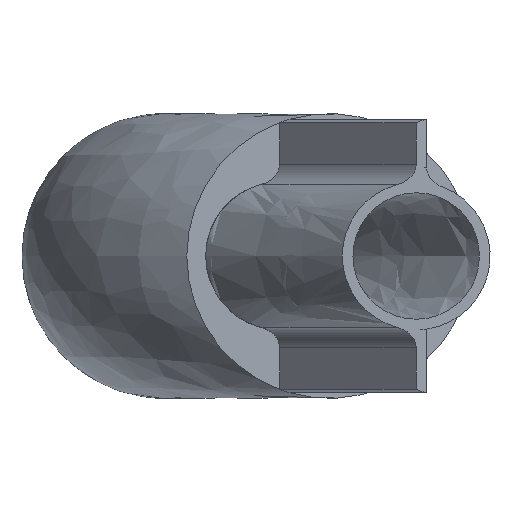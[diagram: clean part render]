
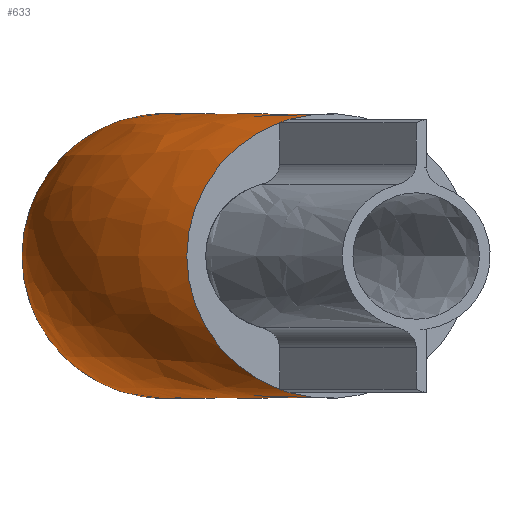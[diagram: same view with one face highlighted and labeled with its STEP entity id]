
A CAD part, left-side view. The second image highlights one B-rep face of the part: STEP entity #633.
In plain terms, the highlighted free-form (B-spline) face has degree [2, 2] with [9, 3] control points.
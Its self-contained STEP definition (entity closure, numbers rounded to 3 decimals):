
#29=(
BOUNDED_SURFACE()
B_SPLINE_SURFACE(2,2,((#1301,#1302,#1303),(#1304,#1305,#1306),(#1307,#1308,
#1309),(#1310,#1311,#1312),(#1313,#1314,#1315),(#1316,#1317,#1318),(#1319,
#1320,#1321),(#1322,#1323,#1324),(#1325,#1326,#1327)),.UNSPECIFIED.,.T.,
 .F.,.F.)
B_SPLINE_SURFACE_WITH_KNOTS((3,2,2,2,3),(3,3),(-3.142,-1.571,
0.,1.571,3.142),(2.133,3.142),
 .UNSPECIFIED.)
GEOMETRIC_REPRESENTATION_ITEM()
RATIONAL_B_SPLINE_SURFACE(((1.,0.875,1.),(0.707,
0.619,0.707),(1.,0.875,1.),(0.707,
0.619,0.707),(1.,0.875,1.),(0.707,
0.619,0.707),(1.,0.875,1.),(0.707,
0.619,0.707),(1.,0.875,1.)))
REPRESENTATION_ITEM('')
SURFACE()
);
#185=FACE_OUTER_BOUND('',#234,.T.);
#234=EDGE_LOOP('',(#573,#574,#575,#576,#577,#578,#579,#580,#581,#582,#583,
#584));
#240=CIRCLE('',#654,13.5);
#241=CIRCLE('',#655,13.5);
#242=CIRCLE('',#657,13.5);
#246=CIRCLE('',#663,13.5);
#249=CIRCLE('',#668,13.5);
#254=CIRCLE('',#676,13.5);
#256=CIRCLE('',#686,13.5);
#258=CIRCLE('',#690,13.5);
#259=CIRCLE('',#691,13.5);
#260=CIRCLE('',#692,13.5);
#269=CIRCLE('',#707,35.);
#276=VERTEX_POINT('',#911);
#288=VERTEX_POINT('',#951);
#289=VERTEX_POINT('',#953);
#291=VERTEX_POINT('',#966);
#295=VERTEX_POINT('',#986);
#300=VERTEX_POINT('',#1085);
#301=VERTEX_POINT('',#1086);
#308=VERTEX_POINT('',#1110);
#314=VERTEX_POINT('',#1125);
#316=VERTEX_POINT('',#1135);
#347=EDGE_CURVE('',#288,#289,#240,.T.);
#348=EDGE_CURVE('',#289,#276,#241,.T.);
#351=EDGE_CURVE('',#291,#288,#242,.T.);
#362=EDGE_CURVE('',#276,#295,#246,.T.);
#365=EDGE_CURVE('',#295,#291,#249,.T.);
#372=EDGE_CURVE('',#300,#301,#254,.T.);
#394=EDGE_CURVE('',#308,#314,#256,.T.);
#396=EDGE_CURVE('',#301,#316,#258,.T.);
#397=EDGE_CURVE('',#316,#308,#259,.T.);
#398=EDGE_CURVE('',#314,#300,#260,.T.);
#410=EDGE_CURVE('',#289,#316,#269,.T.);
#573=ORIENTED_EDGE('',*,*,#348,.F.);
#574=ORIENTED_EDGE('',*,*,#410,.T.);
#575=ORIENTED_EDGE('',*,*,#396,.F.);
#576=ORIENTED_EDGE('',*,*,#372,.F.);
#577=ORIENTED_EDGE('',*,*,#398,.F.);
#578=ORIENTED_EDGE('',*,*,#394,.F.);
#579=ORIENTED_EDGE('',*,*,#397,.F.);
#580=ORIENTED_EDGE('',*,*,#410,.F.);
#581=ORIENTED_EDGE('',*,*,#347,.F.);
#582=ORIENTED_EDGE('',*,*,#351,.F.);
#583=ORIENTED_EDGE('',*,*,#365,.F.);
#584=ORIENTED_EDGE('',*,*,#362,.F.);
#633=ADVANCED_FACE('',(#185),#29,.T.);
#654=AXIS2_PLACEMENT_3D('',#954,#757,#758);
#655=AXIS2_PLACEMENT_3D('',#955,#759,#760);
#657=AXIS2_PLACEMENT_3D('',#967,#765,#766);
#663=AXIS2_PLACEMENT_3D('',#997,#784,#785);
#668=AXIS2_PLACEMENT_3D('',#1002,#794,#795);
#676=AXIS2_PLACEMENT_3D('',#1087,#810,#811);
#686=AXIS2_PLACEMENT_3D('',#1131,#850,#851);
#690=AXIS2_PLACEMENT_3D('',#1136,#858,#859);
#691=AXIS2_PLACEMENT_3D('',#1137,#860,#861);
#692=AXIS2_PLACEMENT_3D('',#1138,#862,#863);
#707=AXIS2_PLACEMENT_3D('',#1328,#892,#893);
#757=DIRECTION('center_axis',(-1.,0.,0.));
#758=DIRECTION('ref_axis',(0.,-1.,0.));
#759=DIRECTION('center_axis',(-1.,0.,0.));
#760=DIRECTION('ref_axis',(0.,-1.,0.));
#765=DIRECTION('center_axis',(-1.,0.,0.));
#766=DIRECTION('ref_axis',(0.,-1.,0.));
#784=DIRECTION('center_axis',(-1.,0.,0.));
#785=DIRECTION('ref_axis',(0.,-1.,0.));
#794=DIRECTION('center_axis',(-1.,0.,0.));
#795=DIRECTION('ref_axis',(0.,-1.,0.));
#810=DIRECTION('center_axis',(1.,0.,0.));
#811=DIRECTION('ref_axis',(0.,-1.,0.));
#850=DIRECTION('center_axis',(1.,0.,0.));
#851=DIRECTION('ref_axis',(0.,-1.,0.));
#858=DIRECTION('center_axis',(1.,0.,0.));
#859=DIRECTION('ref_axis',(0.,-1.,0.));
#860=DIRECTION('center_axis',(1.,0.,0.));
#861=DIRECTION('ref_axis',(0.,-1.,0.));
#862=DIRECTION('center_axis',(1.,0.,0.));
#863=DIRECTION('ref_axis',(0.,-1.,0.));
#892=DIRECTION('center_axis',(0.,0.,-1.));
#893=DIRECTION('ref_axis',(-0.024,-1.,0.));
#911=CARTESIAN_POINT('',(0.,29.704,-12.654));
#951=CARTESIAN_POINT('',(0.,29.704,12.654));
#953=CARTESIAN_POINT('',(0.,38.5,0.));
#954=CARTESIAN_POINT('Origin',(0.,25.,0.));
#955=CARTESIAN_POINT('Origin',(0.,25.,0.));
#966=CARTESIAN_POINT('',(0.,28.704,12.982));
#967=CARTESIAN_POINT('Origin',(0.,25.,0.));
#986=CARTESIAN_POINT('',(0.,28.704,-12.982));
#997=CARTESIAN_POINT('Origin',(0.,25.,0.));
#1002=CARTESIAN_POINT('Origin',(0.,25.,0.));
#1085=CARTESIAN_POINT('',(30.,38.438,-13.321));
#1086=CARTESIAN_POINT('',(30.,42.819,-13.321));
#1087=CARTESIAN_POINT('Origin',(30.,40.629,0.));
#1110=CARTESIAN_POINT('',(30.,42.819,13.321));
#1125=CARTESIAN_POINT('',(30.,38.438,13.321));
#1131=CARTESIAN_POINT('Origin',(30.,40.629,0.));
#1135=CARTESIAN_POINT('',(30.,54.129,0.));
#1136=CARTESIAN_POINT('Origin',(30.,40.629,0.));
#1137=CARTESIAN_POINT('Origin',(30.,40.629,0.));
#1138=CARTESIAN_POINT('Origin',(30.,40.629,0.));
#1301=CARTESIAN_POINT('Ctrl Pts',(0.,38.5,0.));
#1302=CARTESIAN_POINT('Ctrl Pts',(10.687,54.594,0.));
#1303=CARTESIAN_POINT('Ctrl Pts',(30.,54.129,0.));
#1304=CARTESIAN_POINT('Ctrl Pts',(0.,38.5,13.5));
#1305=CARTESIAN_POINT('Ctrl Pts',(10.687,54.594,13.5));
#1306=CARTESIAN_POINT('Ctrl Pts',(30.,54.129,13.5));
#1307=CARTESIAN_POINT('Ctrl Pts',(0.,25.,13.5));
#1308=CARTESIAN_POINT('Ctrl Pts',(10.687,41.094,13.5));
#1309=CARTESIAN_POINT('Ctrl Pts',(30.,40.629,13.5));
#1310=CARTESIAN_POINT('Ctrl Pts',(0.,11.5,13.5));
#1311=CARTESIAN_POINT('Ctrl Pts',(10.687,27.594,13.5));
#1312=CARTESIAN_POINT('Ctrl Pts',(30.,27.129,13.5));
#1313=CARTESIAN_POINT('Ctrl Pts',(0.,11.5,0.));
#1314=CARTESIAN_POINT('Ctrl Pts',(10.687,27.594,0.));
#1315=CARTESIAN_POINT('Ctrl Pts',(30.,27.129,0.));
#1316=CARTESIAN_POINT('Ctrl Pts',(0.,11.5,-13.5));
#1317=CARTESIAN_POINT('Ctrl Pts',(10.687,27.594,-13.5));
#1318=CARTESIAN_POINT('Ctrl Pts',(30.,27.129,-13.5));
#1319=CARTESIAN_POINT('Ctrl Pts',(0.,25.,-13.5));
#1320=CARTESIAN_POINT('Ctrl Pts',(10.687,41.094,-13.5));
#1321=CARTESIAN_POINT('Ctrl Pts',(30.,40.629,-13.5));
#1322=CARTESIAN_POINT('Ctrl Pts',(0.,38.5,-13.5));
#1323=CARTESIAN_POINT('Ctrl Pts',(10.687,54.594,-13.5));
#1324=CARTESIAN_POINT('Ctrl Pts',(30.,54.129,-13.5));
#1325=CARTESIAN_POINT('Ctrl Pts',(0.,38.5,0.));
#1326=CARTESIAN_POINT('Ctrl Pts',(10.687,54.594,0.));
#1327=CARTESIAN_POINT('Ctrl Pts',(30.,54.129,0.));
#1328=CARTESIAN_POINT('Origin',(29.157,19.139,0.));
